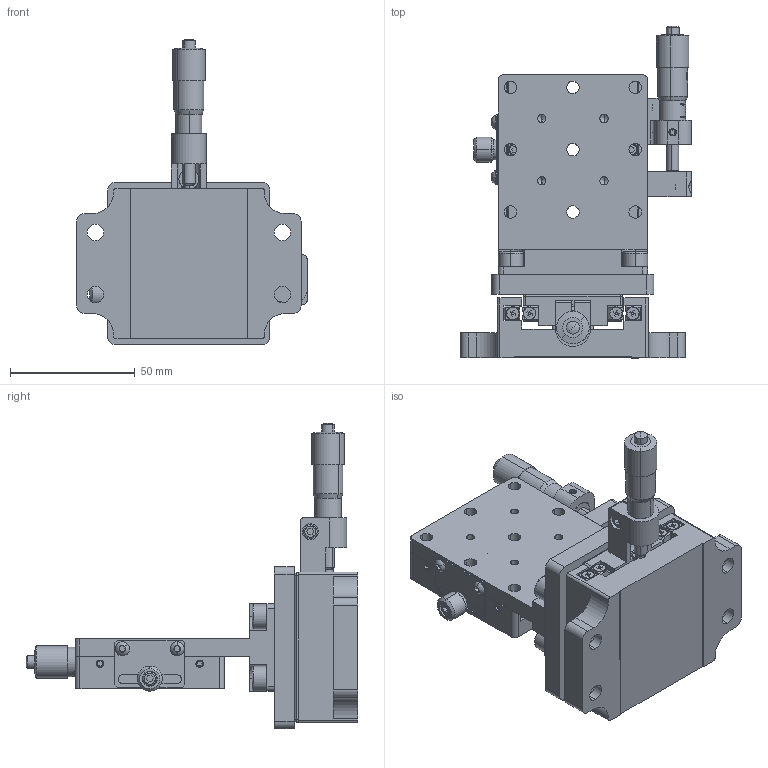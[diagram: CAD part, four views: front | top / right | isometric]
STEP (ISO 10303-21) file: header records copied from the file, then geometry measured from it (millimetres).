
FILE_DESCRIPTION (( 'STEP AP203' ), '1' );
FILE_NAME ('06MSV-2M.STEP', '2016-05-18T07:50:04', ( '' ), ( '' ), 'SwSTEP 2.0', 'SolidWorks 2016', '' );
FILE_SCHEMA (( 'CONFIG_CONTROL_DESIGN' ));
Products named in the file (1): 06MSV-2M
Bounding box: 92.5 x 133.14 x 122.4 mm (x, y, z)
Volume: 219642.2 mm3; surface area: 111265 mm2
Topology: 93 solids, 93 shells, 3041 faces, 7474 edges, 4738 vertices
Faces by surface type: plane 1628, cylinder 775, cone 386, bspline 160, torus 80, sphere 12
Entity records: 102622 total; most frequent: CARTESIAN_POINT 30816, DIRECTION 14715, ORIENTED_EDGE 14696, EDGE_CURVE 7348, AXIS2_PLACEMENT_3D 5147, VERTEX_POINT 4738, LINE 4421, VECTOR 4421
